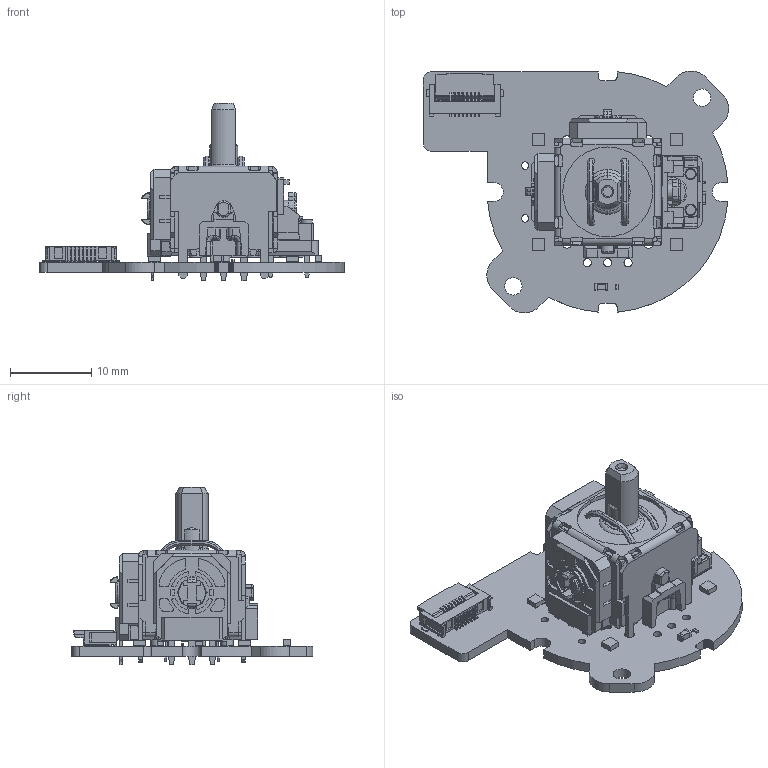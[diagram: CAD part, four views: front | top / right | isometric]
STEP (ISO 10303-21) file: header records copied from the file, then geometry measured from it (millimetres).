
FILE_DESCRIPTION(('KiCad electronic assembly'),'2;1');
FILE_NAME('PGS_Stick_Board.step','2025-05-17T19:46:49',('Pcbnew'),( 'Kicad'),'Open CASCADE STEP processor 7.7','KiCad to STEP converter' ,'Unknown');
FILE_SCHEMA(('AUTOMOTIVE_DESIGN { 1 0 10303 214 1 1 1 1 }'));
Length unit declared in the file: millimetre
Products named in the file (12): PGS_Stick_Board 1; SK6805-EC15; SK6805-EC15-3D v2; R_0201_0603Metric; C_0603_1608Metric; 505110-0892; 5051100892; GL1807SYAE; PGS_Stick_Board 1.10.1; PGS_Stick_Board_PCB
Assembly tree (16 placements, depth 3):
  PGS_Stick_Board 1
    SK6805-EC15  x4
      SK6805-EC15-3D v2
    R_0201_0603Metric  x2
      R_0201_0603Metric
    C_0603_1608Metric  x2
      C_0603_1608Metric
    505110-0892
      5051100892
    GL1807SYAE
      PGS_Stick_Board 1.10.1
    PGS_Stick_Board_PCB
Bounding box: 37.53 x 29.73 x 21.85 mm (x, y, z)
Volume: 3669.4 mm3; surface area: 4350.3 mm2
Topology: 27 solids, 57 shells, 2650 faces, 7249 edges, 4770 vertices
Faces by surface type: plane 1883, cylinder 639, cone 48, torus 45, bspline 19, sphere 12, revolution 4
Full cylindrical faces by diameter (mm): 0.9 x4, 1 x6, 1.2 x4, 1.6 x2, 2.15 x2
Entity records: 81449 total; most frequent: CARTESIAN_POINT 16292, ORIENTED_EDGE 13748, DIRECTION 13021, EDGE_CURVE 6874, LINE 5301, VECTOR 5301, VERTEX_POINT 4478, AXIS2_PLACEMENT_3D 3858
